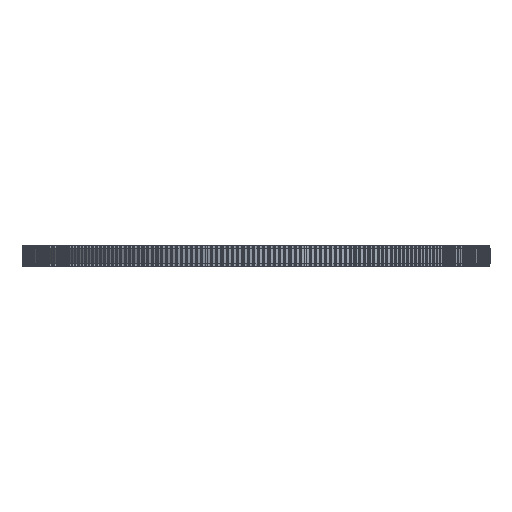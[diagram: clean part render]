
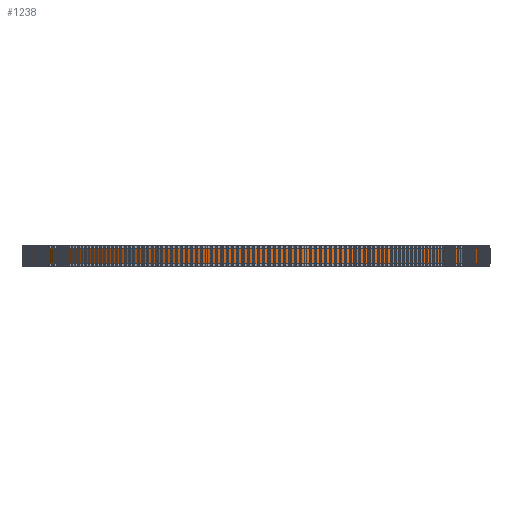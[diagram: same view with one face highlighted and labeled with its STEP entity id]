
A CAD part, front view. The second image highlights one B-rep face of the part: STEP entity #1238.
In plain terms, the highlighted cylindrical face has radius 88.808 mm (diameter 177.617 mm), a full revolution.
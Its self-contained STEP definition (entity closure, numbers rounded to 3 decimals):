
#97=FACE_BOUND('',#4592,.T.);
#98=FACE_BOUND('',#4593,.T.);
#1238=ADVANCED_FACE('',(#97,#98),#2355,.T.);
#2355=CYLINDRICAL_SURFACE('',#24695,88.808);
#4592=EDGE_LOOP('',(#13522));
#4593=EDGE_LOOP('',(#13523));
#13522=ORIENTED_EDGE('',*,*,#19106,.T.);
#13523=ORIENTED_EDGE('',*,*,#19107,.T.);
#15756=VERTEX_POINT('',#39220);
#15757=VERTEX_POINT('',#39222);
#19106=EDGE_CURVE('',#15756,#15756,#21340,.T.);
#19107=EDGE_CURVE('',#15757,#15757,#21341,.T.);
#21340=CIRCLE('',#24693,88.808);
#21341=CIRCLE('',#24694,88.808);
#24693=AXIS2_PLACEMENT_3D('',#39219,#32514,#32515);
#24694=AXIS2_PLACEMENT_3D('',#39221,#32516,#32517);
#24695=AXIS2_PLACEMENT_3D('',#39223,#32518,#32519);
#32514=DIRECTION('',(0.,0.,1.));
#32515=DIRECTION('',(1.,0.,0.));
#32516=DIRECTION('',(0.,0.,-1.));
#32517=DIRECTION('',(1.,0.,0.));
#32518=DIRECTION('',(0.,0.,1.));
#32519=DIRECTION('',(1.,0.,0.));
#39219=CARTESIAN_POINT('',(0.,0.,1.));
#39220=CARTESIAN_POINT('',(88.808,0.,1.));
#39221=CARTESIAN_POINT('',(0.,0.,7.));
#39222=CARTESIAN_POINT('',(88.808,0.,7.));
#39223=CARTESIAN_POINT('',(0.,0.,1.));
